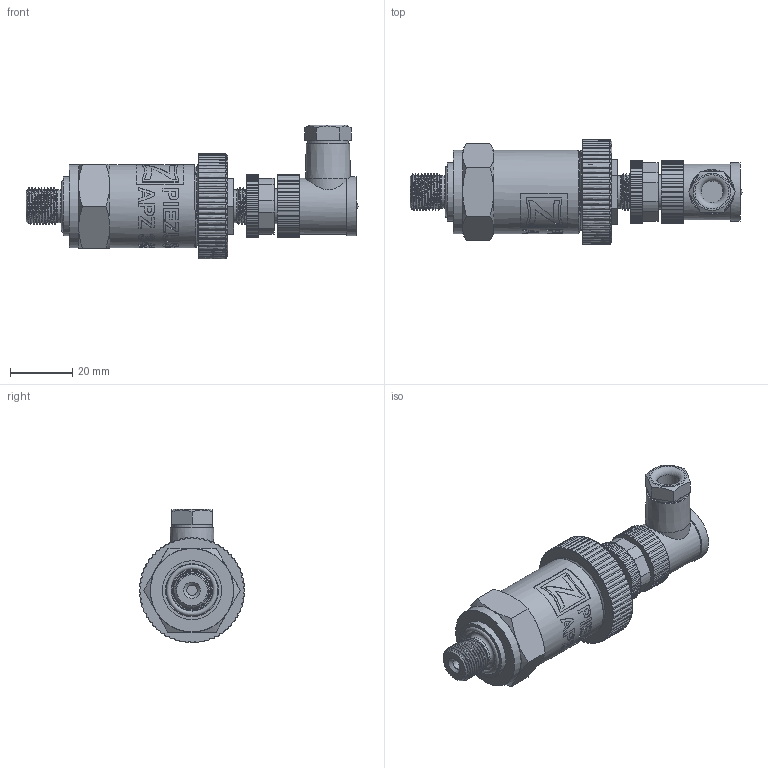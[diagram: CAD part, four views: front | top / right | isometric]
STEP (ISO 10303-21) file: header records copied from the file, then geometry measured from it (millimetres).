
FILE_DESCRIPTION(/* description */ (''),/* implementation_level */ '2;1');
FILE_NAME(/* name */ 'APZ3420_M12x1DIN_M12x1-angular.step',/* time_stamp */ '2021-06-18T15:34:20+03:00',/* author */ (''),/* organization */ (''),/* preprocessor_version */ 'ST-DEVELOPER v18.1',/* originating_system */ 'Autodesk Translation Framework v10.9.0.1377',/* authorisation */ '');
FILE_SCHEMA (('AUTOMOTIVE_DESIGN { 1 0 10303 214 3 1 1 }'));
Products named in the file (6): APZ3420_; M12x1 DIN; OMAL nut M27x1.5; M12x1 male; Ш100.000.002; M12x1 female angular
Assembly tree (5 placements, depth 2):
  APZ3420_
    M12x1 DIN
    OMAL nut M27x1.5
    M12x1 male
    Ш100.000.002
    M12x1 female angular
Bounding box: 107.07 x 34 x 43.2 mm (x, y, z)
Volume: 48256.1 mm3; surface area: 19918.6 mm2
Topology: 17 solids, 17 shells, 1000 faces, 2781 edges, 1863 vertices
Faces by surface type: bspline 445, cylinder 342, plane 171, cone 31, torus 10, sphere 1
Full cylindrical faces by diameter (mm): 1 x12, 1.5 x4, 3.3 x1, 7 x1, 8 x1, 8.2 x1, 9.471 x2, 10.5 x1, 10.6 x2, 10.741 x15, 11.035 x4, 11.156 x1, 11.884 x13, 12.152 x4, 13 x1, 13.5 x1, 14 x1, 14.137 x4, 14.526 x3, 15.85 x3, 16.203 x3, 16.7 x1, 18 x1, 19 x2, 21.4 x2, 22.3 x1, 22.4 x1, 24.5 x1, 25.132 x4, 25.526 x4
Entity records: 57036 total; most frequent: CARTESIAN_POINT 34604, ORIENTED_EDGE 5562, DIRECTION 3167, EDGE_CURVE 2781, VERTEX_POINT 1863, B_SPLINE_CURVE_WITH_KNOTS 1230, AXIS2_PLACEMENT_3D 1140, EDGE_LOOP 1066
